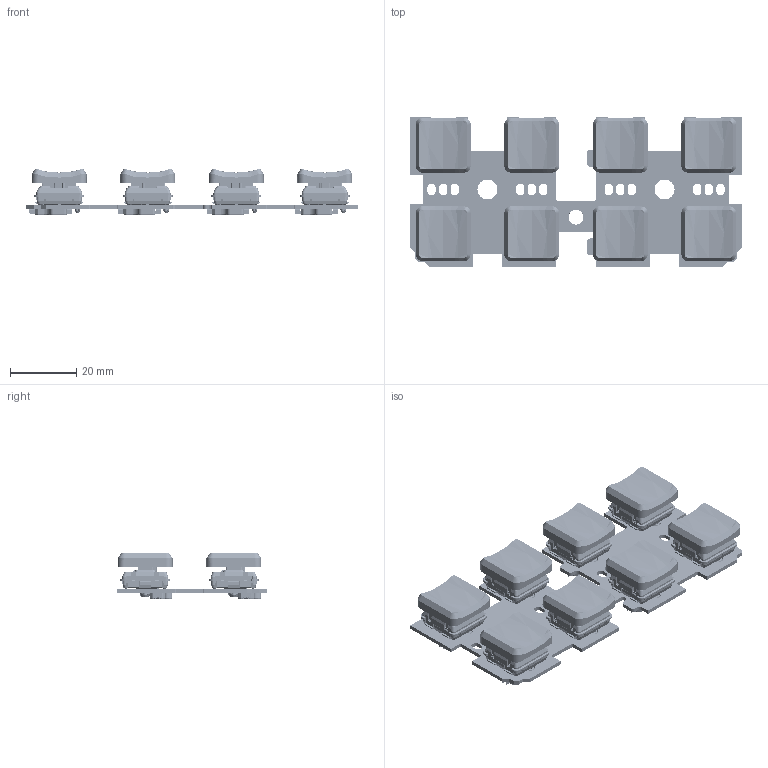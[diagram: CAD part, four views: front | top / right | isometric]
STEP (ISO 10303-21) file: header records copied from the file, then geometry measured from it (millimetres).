
FILE_DESCRIPTION(('KiCad electronic assembly'),'2;1');
FILE_NAME('VSN1_layer1.step','2024-10-14T13:25:41',('Pcbnew'),('Kicad'), 'Open CASCADE STEP processor 7.6','KiCad to STEP converter','Unknown' );
FILE_SCHEMA(('AUTOMOTIVE_DESIGN { 1 0 10303 214 1 1 1 1 }'));
Length unit declared in the file: millimetre
Products named in the file (8): VSN1_layer1 1; KailhChocLowProfileSwitch2; Document009; KailhPG1350-socket; PG1350; PLASTIC-LOW-PROFILE-KEYCAP; Body; _autosave-PCBA-VSNX-LCDMOUNT_PCB
Assembly tree (28 placements, depth 3):
  VSN1_layer1 1
    KailhChocLowProfileSwitch2  x8
      Document009
    KailhPG1350-socket  x8
      PG1350
    PLASTIC-LOW-PROFILE-KEYCAP  x8
      Body
    _autosave-PCBA-VSNX-LCDMOUNT_PCB
Bounding box: 100 x 45.16 x 13.89 mm (x, y, z)
Volume: 16891.5 mm3; surface area: 29221.4 mm2
Topology: 73 solids, 73 shells, 7706 faces, 19928 edges, 12440 vertices
Faces by surface type: plane 4311, bspline 2280, cylinder 835, torus 120, cone 96, revolution 48, extrusion 16
Full cylindrical faces by diameter (mm): 1.9 x16, 3 x16, 4.5 x1, 5 x8, 6 x2
Entity records: 38782 total; most frequent: CARTESIAN_POINT 13123, ORIENTED_EDGE 6194, DIRECTION 3836, EDGE_CURVE 3097, VERTEX_POINT 1961, FACE_BOUND 1338, EDGE_LOOP 1338, AXIS2_PLACEMENT_3D 1320
